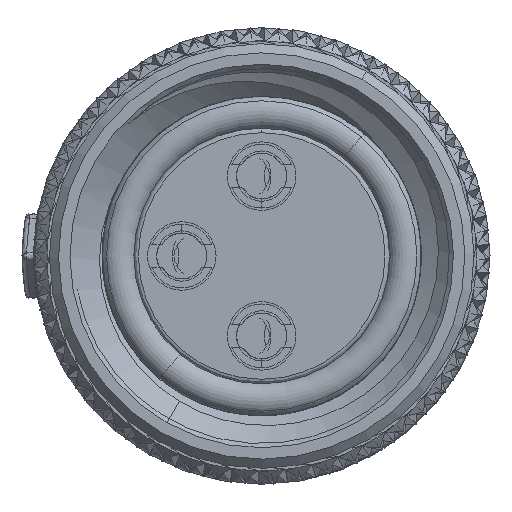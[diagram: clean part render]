
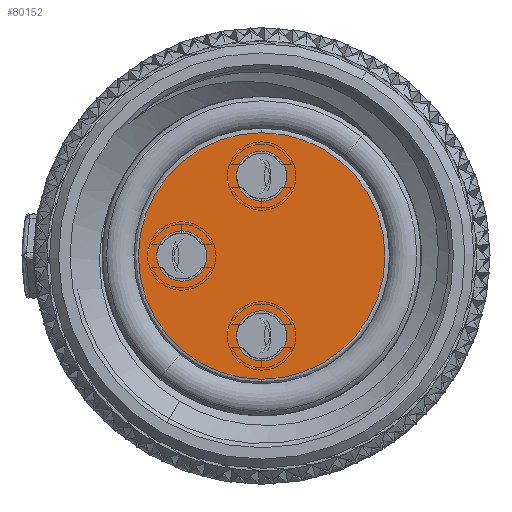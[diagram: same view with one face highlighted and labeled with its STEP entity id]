
A CAD part, left-side view. The second image highlights one B-rep face of the part: STEP entity #80152.
In plain terms, the highlighted planar face has unit normal (-1, 0, 0).
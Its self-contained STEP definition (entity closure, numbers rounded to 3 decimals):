
#715 = AXIS2_PLACEMENT_3D ( 'NONE', #90183, #188353, #206889 ) ;
#5344 = DIRECTION ( 'NONE',  ( -1., 0., 0. ) ) ;
#7968 = VERTEX_POINT ( 'NONE', #101547 ) ;
#12393 = AXIS2_PLACEMENT_3D ( 'NONE', #88073, #189484, #139334 ) ;
#19663 = CARTESIAN_POINT ( 'NONE',  ( -5.5, 0., 0. ) ) ;
#21940 = CARTESIAN_POINT ( 'NONE',  ( -5.5, 1.75, 0.55 ) ) ;
#25978 = EDGE_CURVE ( 'NONE', #56750, #57062, #140052, .T. ) ;
#30263 = DIRECTION ( 'NONE',  ( -1., 0., 0. ) ) ;
#30385 = FACE_OUTER_BOUND ( 'NONE', #167714, .T. ) ;
#33117 = CARTESIAN_POINT ( 'NONE',  ( -5.5, 1.75, -0.55 ) ) ;
#33226 = ORIENTED_EDGE ( 'NONE', *, *, #171373, .F. ) ;
#36132 = VERTEX_POINT ( 'NONE', #183697 ) ;
#43530 = FACE_BOUND ( 'NONE', #88115, .T. ) ;
#44611 = DIRECTION ( 'NONE',  ( 0., 0., -1. ) ) ;
#46048 = DIRECTION ( 'NONE',  ( 0., 0., 1. ) ) ;
#56750 = VERTEX_POINT ( 'NONE', #109914 ) ;
#57062 = VERTEX_POINT ( 'NONE', #175079 ) ;
#58621 = DIRECTION ( 'NONE',  ( 0., 0., 1. ) ) ;
#67597 = DIRECTION ( 'NONE',  ( 0., 0., 1. ) ) ;
#75847 = EDGE_LOOP ( 'NONE', ( #77418, #88790 ) ) ;
#77418 = ORIENTED_EDGE ( 'NONE', *, *, #25978, .F. ) ;
#78591 = AXIS2_PLACEMENT_3D ( 'NONE', #106075, #122431, #143118 ) ;
#80152 = ADVANCED_FACE ( 'NONE', ( #30385, #163382, #43530, #110047 ), #176569, .F. ) ;
#86206 = DIRECTION ( 'NONE',  ( -1., 0., 0. ) ) ;
#88073 = CARTESIAN_POINT ( 'NONE',  ( -5.5, 1.75, 0. ) ) ;
#88115 = EDGE_LOOP ( 'NONE', ( #145948, #129045 ) ) ;
#88790 = ORIENTED_EDGE ( 'NONE', *, *, #158096, .F. ) ;
#90183 = CARTESIAN_POINT ( 'NONE',  ( -5.5, 0., 1.75 ) ) ;
#93452 = DIRECTION ( 'NONE',  ( -1., 0., 0. ) ) ;
#97358 = CARTESIAN_POINT ( 'NONE',  ( -5.5, 0., -1.2 ) ) ;
#100875 = AXIS2_PLACEMENT_3D ( 'NONE', #183928, #30263, #163262 ) ;
#101547 = CARTESIAN_POINT ( 'NONE',  ( -5.5, 0., -2.7 ) ) ;
#101813 = EDGE_CURVE ( 'NONE', #125704, #36132, #187474, .T. ) ;
#103666 = DIRECTION ( 'NONE',  ( 0., 0., -1. ) ) ;
#106075 = CARTESIAN_POINT ( 'NONE',  ( -5.5, 0., 0. ) ) ;
#109914 = CARTESIAN_POINT ( 'NONE',  ( -5.5, 0., 2.3 ) ) ;
#110047 = FACE_BOUND ( 'NONE', #194305, .T. ) ;
#113068 = EDGE_CURVE ( 'NONE', #179515, #7968, #134696, .T. ) ;
#119486 = AXIS2_PLACEMENT_3D ( 'NONE', #166947, #162686, #46048 ) ;
#121629 = AXIS2_PLACEMENT_3D ( 'NONE', #203817, #5344, #67597 ) ;
#121758 = CIRCLE ( 'NONE', #100875, 0.55 ) ;
#122431 = DIRECTION ( 'NONE',  ( -1., 0., 0. ) ) ;
#124445 = EDGE_CURVE ( 'NONE', #137955, #144924, #143819, .T. ) ;
#125704 = VERTEX_POINT ( 'NONE', #97358 ) ;
#129045 = ORIENTED_EDGE ( 'NONE', *, *, #206385, .F. ) ;
#134696 = CIRCLE ( 'NONE', #215102, 2.7 ) ;
#136241 = CARTESIAN_POINT ( 'NONE',  ( -5.5, 0., 2.7 ) ) ;
#137955 = VERTEX_POINT ( 'NONE', #21940 ) ;
#139334 = DIRECTION ( 'NONE',  ( 0., 0., 1. ) ) ;
#140052 = CIRCLE ( 'NONE', #715, 0.55 ) ;
#143118 = DIRECTION ( 'NONE',  ( 0., 0., -1. ) ) ;
#143819 = CIRCLE ( 'NONE', #119486, 0.55 ) ;
#144694 = CIRCLE ( 'NONE', #12393, 0.55 ) ;
#144924 = VERTEX_POINT ( 'NONE', #33117 ) ;
#145792 = AXIS2_PLACEMENT_3D ( 'NONE', #206896, #93452, #58621 ) ;
#145948 = ORIENTED_EDGE ( 'NONE', *, *, #124445, .F. ) ;
#148713 = ORIENTED_EDGE ( 'NONE', *, *, #206226, .T. ) ;
#158096 = EDGE_CURVE ( 'NONE', #57062, #56750, #215698, .T. ) ;
#162686 = DIRECTION ( 'NONE',  ( -1., 0., 0. ) ) ;
#163262 = DIRECTION ( 'NONE',  ( 0., 0., 1. ) ) ;
#163382 = FACE_BOUND ( 'NONE', #75847, .T. ) ;
#166947 = CARTESIAN_POINT ( 'NONE',  ( -5.5, 1.75, 0. ) ) ;
#167714 = EDGE_LOOP ( 'NONE', ( #148713, #197133 ) ) ;
#168465 = ORIENTED_EDGE ( 'NONE', *, *, #101813, .F. ) ;
#171373 = EDGE_CURVE ( 'NONE', #36132, #125704, #121758, .T. ) ;
#175079 = CARTESIAN_POINT ( 'NONE',  ( -5.5, 0., 1.2 ) ) ;
#176569 = PLANE ( 'NONE',  #178064 ) ;
#178064 = AXIS2_PLACEMENT_3D ( 'NONE', #212539, #211463, #44611 ) ;
#179515 = VERTEX_POINT ( 'NONE', #136241 ) ;
#183697 = CARTESIAN_POINT ( 'NONE',  ( -5.5, 0., -2.3 ) ) ;
#183928 = CARTESIAN_POINT ( 'NONE',  ( -5.5, 0., -1.75 ) ) ;
#187474 = CIRCLE ( 'NONE', #145792, 0.55 ) ;
#188353 = DIRECTION ( 'NONE',  ( -1., 0., 0. ) ) ;
#189484 = DIRECTION ( 'NONE',  ( -1., 0., 0. ) ) ;
#194305 = EDGE_LOOP ( 'NONE', ( #168465, #33226 ) ) ;
#196684 = CIRCLE ( 'NONE', #78591, 2.7 ) ;
#197133 = ORIENTED_EDGE ( 'NONE', *, *, #113068, .T. ) ;
#203817 = CARTESIAN_POINT ( 'NONE',  ( -5.5, 0., 1.75 ) ) ;
#206226 = EDGE_CURVE ( 'NONE', #7968, #179515, #196684, .T. ) ;
#206385 = EDGE_CURVE ( 'NONE', #144924, #137955, #144694, .T. ) ;
#206889 = DIRECTION ( 'NONE',  ( 0., 0., 1. ) ) ;
#206896 = CARTESIAN_POINT ( 'NONE',  ( -5.5, 0., -1.75 ) ) ;
#211463 = DIRECTION ( 'NONE',  ( 1., 0., 0. ) ) ;
#212539 = CARTESIAN_POINT ( 'NONE',  ( -5.5, 0., 0. ) ) ;
#215102 = AXIS2_PLACEMENT_3D ( 'NONE', #19663, #86206, #103666 ) ;
#215698 = CIRCLE ( 'NONE', #121629, 0.55 ) ;
